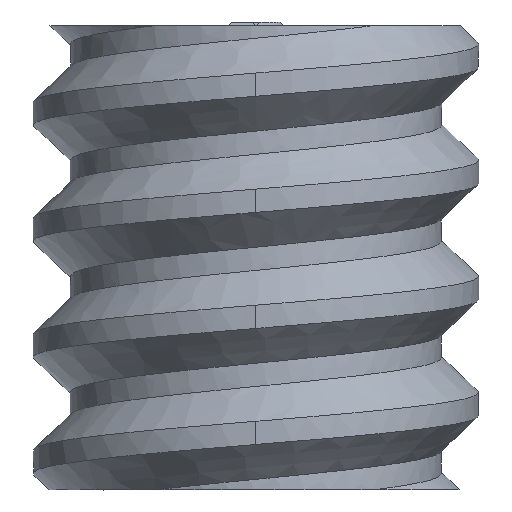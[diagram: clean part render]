
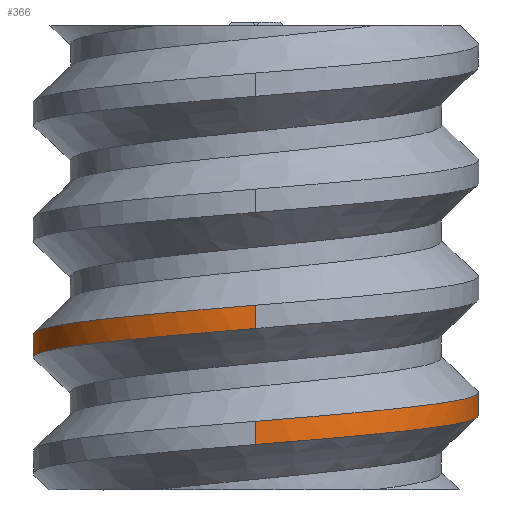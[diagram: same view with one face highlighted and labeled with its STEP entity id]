
A CAD part, left-side view. The second image highlights one B-rep face of the part: STEP entity #366.
In plain terms, the highlighted cylindrical face has radius 6 mm (diameter 12 mm), a full revolution.
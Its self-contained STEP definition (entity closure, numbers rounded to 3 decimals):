
#40=FACE_OUTER_BOUND('',#63,.T.);
#63=EDGE_LOOP('',(#256,#257,#258,#259));
#95=B_SPLINE_CURVE_WITH_KNOTS('',3,(#564,#565,#566,#567,#568,#569,#570,
#571,#572,#573,#574,#575,#576,#577,#578,#579,#580,#581,#582,#583,#584,#585,
#586,#587,#588,#589,#590,#591,#592,#593,#594,#595,#596,#597,#598,#599,#600),
 .UNSPECIFIED.,.F.,.F.,(4,3,3,3,3,3,3,3,3,3,3,3,4),(9.138,9.325,
9.713,10.102,10.49,10.879,11.138,
11.397,11.656,12.174,12.433,12.821,
12.933),.UNSPECIFIED.);
#96=B_SPLINE_CURVE_WITH_KNOTS('',3,(#601,#602,#603,#604,#605,#606,#607,
#608,#609,#610,#611,#612,#613,#614,#615,#616,#617,#618,#619,#620,#621,#622,
#623,#624,#625,#626,#627,#628,#629,#630,#631,#632,#633,#634),
 .UNSPECIFIED.,.F.,.F.,(4,3,3,3,3,3,3,3,3,3,3,4),(1.488,1.748,
2.04,2.331,2.72,3.108,3.497,
3.885,4.403,4.662,4.921,5.282),
 .UNSPECIFIED.);
#111=LINE('',#512,#137);
#112=LINE('',#563,#138);
#137=VECTOR('',#432,6.);
#138=VECTOR('',#437,6.);
#163=VERTEX_POINT('',#510);
#164=VERTEX_POINT('',#511);
#167=VERTEX_POINT('',#561);
#168=VERTEX_POINT('',#562);
#198=EDGE_CURVE('',#163,#164,#111,.T.);
#202=EDGE_CURVE('',#167,#168,#112,.T.);
#203=EDGE_CURVE('',#167,#163,#95,.T.);
#204=EDGE_CURVE('',#164,#168,#96,.T.);
#256=ORIENTED_EDGE('',*,*,#202,.F.);
#257=ORIENTED_EDGE('',*,*,#203,.T.);
#258=ORIENTED_EDGE('',*,*,#198,.T.);
#259=ORIENTED_EDGE('',*,*,#204,.T.);
#361=CYLINDRICAL_SURFACE('',#404,6.);
#366=ADVANCED_FACE('',(#40),#361,.T.);
#404=AXIS2_PLACEMENT_3D('',#560,#435,#436);
#432=DIRECTION('',(0.,0.,-1.));
#435=DIRECTION('center_axis',(0.,0.,1.));
#436=DIRECTION('ref_axis',(1.,0.,0.));
#437=DIRECTION('',(0.,0.,-1.));
#510=CARTESIAN_POINT('',(-5.999,-0.001,1.85));
#511=CARTESIAN_POINT('',(-6.,0.,1.225));
#512=CARTESIAN_POINT('',(-6.,0.,0.));
#560=CARTESIAN_POINT('Origin',(0.,0.,0.));
#561=CARTESIAN_POINT('',(-5.999,0.,4.975));
#562=CARTESIAN_POINT('',(-5.994,0.001,4.35));
#563=CARTESIAN_POINT('',(-6.,0.,0.));
#564=CARTESIAN_POINT('Ctrl Pts',(-5.999,0.,
4.975));
#565=CARTESIAN_POINT('Ctrl Pts',(-5.999,0.618,4.924));
#566=CARTESIAN_POINT('Ctrl Pts',(-5.905,1.236,4.873));
#567=CARTESIAN_POINT('Ctrl Pts',(-5.718,1.824,4.821));
#568=CARTESIAN_POINT('Ctrl Pts',(-5.327,3.049,4.715));
#569=CARTESIAN_POINT('Ctrl Pts',(-4.528,4.143,4.608));
#570=CARTESIAN_POINT('Ctrl Pts',(-3.481,4.889,4.501));
#571=CARTESIAN_POINT('Ctrl Pts',(-2.434,5.635,4.395));
#572=CARTESIAN_POINT('Ctrl Pts',(-1.138,6.033,4.288));
#573=CARTESIAN_POINT('Ctrl Pts',(0.148,6.001,4.182));
#574=CARTESIAN_POINT('Ctrl Pts',(1.433,5.969,4.075));
#575=CARTESIAN_POINT('Ctrl Pts',(2.708,5.508,3.968));
#576=CARTESIAN_POINT('Ctrl Pts',(3.716,4.711,3.862));
#577=CARTESIAN_POINT('Ctrl Pts',(4.725,3.915,3.755));
#578=CARTESIAN_POINT('Ctrl Pts',(5.468,2.783,3.648));
#579=CARTESIAN_POINT('Ctrl Pts',(5.8,1.54,3.542));
#580=CARTESIAN_POINT('Ctrl Pts',(6.021,0.712,3.471));
#581=CARTESIAN_POINT('Ctrl Pts',(6.06,-0.167,3.399));
#582=CARTESIAN_POINT('Ctrl Pts',(5.915,-1.012,3.328));
#583=CARTESIAN_POINT('Ctrl Pts',(5.77,-1.856,3.257));
#584=CARTESIAN_POINT('Ctrl Pts',(5.442,-2.668,3.186));
#585=CARTESIAN_POINT('Ctrl Pts',(4.959,-3.378,3.115));
#586=CARTESIAN_POINT('Ctrl Pts',(4.476,-4.089,3.044));
#587=CARTESIAN_POINT('Ctrl Pts',(3.839,-4.699,2.973));
#588=CARTESIAN_POINT('Ctrl Pts',(3.105,-5.141,2.902));
#589=CARTESIAN_POINT('Ctrl Pts',(1.637,-6.024,2.76));
#590=CARTESIAN_POINT('Ctrl Pts',(-0.22,-6.232,2.617));
#591=CARTESIAN_POINT('Ctrl Pts',(-1.852,-5.709,2.475));
#592=CARTESIAN_POINT('Ctrl Pts',(-2.668,-5.447,2.404));
#593=CARTESIAN_POINT('Ctrl Pts',(-3.428,-5.002,2.333));
#594=CARTESIAN_POINT('Ctrl Pts',(-4.059,-4.42,2.262));
#595=CARTESIAN_POINT('Ctrl Pts',(-5.005,-3.547,2.155));
#596=CARTESIAN_POINT('Ctrl Pts',(-5.662,-2.366,2.049));
#597=CARTESIAN_POINT('Ctrl Pts',(-5.898,-1.103,1.942));
#598=CARTESIAN_POINT('Ctrl Pts',(-5.966,-0.74,1.911));
#599=CARTESIAN_POINT('Ctrl Pts',(-5.999,-0.371,1.881));
#600=CARTESIAN_POINT('Ctrl Pts',(-5.999,-0.001,
1.85));
#601=CARTESIAN_POINT('Ctrl Pts',(-6.,0.,
1.225));
#602=CARTESIAN_POINT('Ctrl Pts',(-6.,-0.863,1.297));
#603=CARTESIAN_POINT('Ctrl Pts',(-5.811,-1.727,1.368));
#604=CARTESIAN_POINT('Ctrl Pts',(-5.45,-2.511,1.44));
#605=CARTESIAN_POINT('Ctrl Pts',(-5.046,-3.387,1.52));
#606=CARTESIAN_POINT('Ctrl Pts',(-4.427,-4.164,1.6));
#607=CARTESIAN_POINT('Ctrl Pts',(-3.663,-4.753,1.68));
#608=CARTESIAN_POINT('Ctrl Pts',(-2.899,-5.342,1.76));
#609=CARTESIAN_POINT('Ctrl Pts',(-1.99,-5.744,1.84));
#610=CARTESIAN_POINT('Ctrl Pts',(-1.04,-5.91,1.92));
#611=CARTESIAN_POINT('Ctrl Pts',(0.227,-6.132,2.026));
#612=CARTESIAN_POINT('Ctrl Pts',(1.566,-5.935,2.133));
#613=CARTESIAN_POINT('Ctrl Pts',(2.713,-5.354,2.24));
#614=CARTESIAN_POINT('Ctrl Pts',(3.86,-4.772,2.346));
#615=CARTESIAN_POINT('Ctrl Pts',(4.813,-3.807,2.453));
#616=CARTESIAN_POINT('Ctrl Pts',(5.382,-2.655,2.56));
#617=CARTESIAN_POINT('Ctrl Pts',(5.95,-1.502,2.666));
#618=CARTESIAN_POINT('Ctrl Pts',(6.134,-0.163,2.773));
#619=CARTESIAN_POINT('Ctrl Pts',(5.898,1.102,2.879));
#620=CARTESIAN_POINT('Ctrl Pts',(5.662,2.367,2.986));
#621=CARTESIAN_POINT('Ctrl Pts',(5.008,3.558,3.093));
#622=CARTESIAN_POINT('Ctrl Pts',(4.06,4.424,3.199));
#623=CARTESIAN_POINT('Ctrl Pts',(2.797,5.58,3.342));
#624=CARTESIAN_POINT('Ctrl Pts',(1.013,6.159,3.484));
#625=CARTESIAN_POINT('Ctrl Pts',(-0.688,5.965,3.626));
#626=CARTESIAN_POINT('Ctrl Pts',(-1.538,5.869,3.697));
#627=CARTESIAN_POINT('Ctrl Pts',(-2.367,5.579,3.768));
#628=CARTESIAN_POINT('Ctrl Pts',(-3.104,5.133,3.839));
#629=CARTESIAN_POINT('Ctrl Pts',(-3.84,4.688,3.91));
#630=CARTESIAN_POINT('Ctrl Pts',(-4.483,4.086,3.981));
#631=CARTESIAN_POINT('Ctrl Pts',(-4.964,3.378,4.053));
#632=CARTESIAN_POINT('Ctrl Pts',(-5.634,2.391,4.152));
#633=CARTESIAN_POINT('Ctrl Pts',(-5.988,1.197,4.251));
#634=CARTESIAN_POINT('Ctrl Pts',(-5.994,0.001,4.35));
